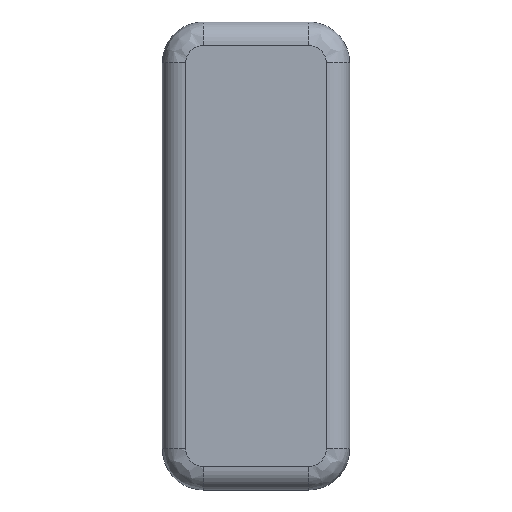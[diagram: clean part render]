
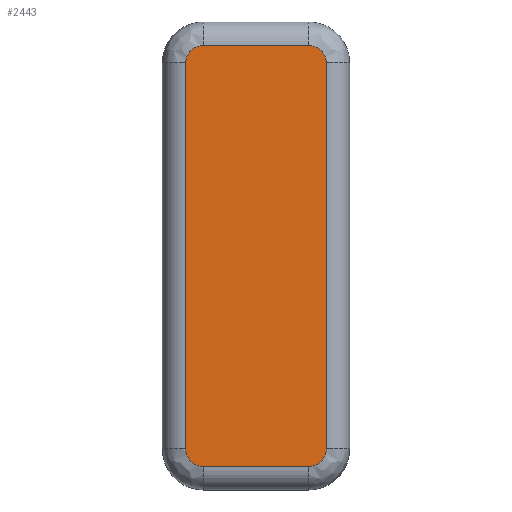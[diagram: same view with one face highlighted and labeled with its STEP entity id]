
A CAD part, top view. The second image highlights one B-rep face of the part: STEP entity #2443.
In plain terms, the highlighted planar face has unit normal (0, 0, 1).
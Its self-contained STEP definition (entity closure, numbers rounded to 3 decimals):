
#68=PLANE('',#2720);
#179=FACE_OUTER_BOUND('',#318,.T.);
#318=EDGE_LOOP('',(#2119,#2120,#2121,#2122,#2123,#2124,#2125,#2126));
#478=CIRCLE('',#2721,1.5);
#479=CIRCLE('',#2722,1.5);
#480=CIRCLE('',#2723,1.5);
#481=CIRCLE('',#2724,1.5);
#620=LINE('',#5380,#756);
#621=LINE('',#5384,#757);
#622=LINE('',#5388,#758);
#623=LINE('',#5392,#759);
#756=VECTOR('',#3341,1000.);
#757=VECTOR('',#3344,1000.);
#758=VECTOR('',#3347,1000.);
#759=VECTOR('',#3350,1000.);
#1104=VERTEX_POINT('',#5378);
#1105=VERTEX_POINT('',#5379);
#1106=VERTEX_POINT('',#5381);
#1107=VERTEX_POINT('',#5383);
#1108=VERTEX_POINT('',#5385);
#1109=VERTEX_POINT('',#5387);
#1110=VERTEX_POINT('',#5389);
#1111=VERTEX_POINT('',#5391);
#1461=EDGE_CURVE('',#1104,#1105,#620,.T.);
#1462=EDGE_CURVE('',#1105,#1106,#478,.T.);
#1463=EDGE_CURVE('',#1106,#1107,#621,.T.);
#1464=EDGE_CURVE('',#1107,#1108,#479,.T.);
#1465=EDGE_CURVE('',#1108,#1109,#622,.T.);
#1466=EDGE_CURVE('',#1109,#1110,#480,.T.);
#1467=EDGE_CURVE('',#1110,#1111,#623,.T.);
#1468=EDGE_CURVE('',#1111,#1104,#481,.T.);
#2119=ORIENTED_EDGE('',*,*,#1461,.T.);
#2120=ORIENTED_EDGE('',*,*,#1462,.T.);
#2121=ORIENTED_EDGE('',*,*,#1463,.T.);
#2122=ORIENTED_EDGE('',*,*,#1464,.T.);
#2123=ORIENTED_EDGE('',*,*,#1465,.T.);
#2124=ORIENTED_EDGE('',*,*,#1466,.T.);
#2125=ORIENTED_EDGE('',*,*,#1467,.T.);
#2126=ORIENTED_EDGE('',*,*,#1468,.T.);
#2443=ADVANCED_FACE('',(#179),#68,.T.);
#2720=AXIS2_PLACEMENT_3D('',#5377,#3339,#3340);
#2721=AXIS2_PLACEMENT_3D('',#5382,#3342,#3343);
#2722=AXIS2_PLACEMENT_3D('',#5386,#3345,#3346);
#2723=AXIS2_PLACEMENT_3D('',#5390,#3348,#3349);
#2724=AXIS2_PLACEMENT_3D('',#5393,#3351,#3352);
#3339=DIRECTION('center_axis',(0.,0.,
1.));
#3340=DIRECTION('ref_axis',(1.,0.,0.));
#3341=DIRECTION('',(1.,0.,0.));
#3342=DIRECTION('center_axis',(0.,0.,
1.));
#3343=DIRECTION('ref_axis',(1.,0.,0.));
#3344=DIRECTION('',(0.,1.,0.));
#3345=DIRECTION('center_axis',(0.,0.,
1.));
#3346=DIRECTION('ref_axis',(1.,0.,0.));
#3347=DIRECTION('',(-1.,0.,0.));
#3348=DIRECTION('center_axis',(0.,0.,
1.));
#3349=DIRECTION('ref_axis',(1.,0.,0.));
#3350=DIRECTION('',(0.,-1.,0.));
#3351=DIRECTION('center_axis',(0.,0.,
1.));
#3352=DIRECTION('ref_axis',(1.,0.,0.));
#5377=CARTESIAN_POINT('Origin',(-4.5,-16.5,4.));
#5378=CARTESIAN_POINT('',(-4.5,-18.,4.));
#5379=CARTESIAN_POINT('',(4.5,-18.,4.));
#5380=CARTESIAN_POINT('',(-4.5,-18.,4.));
#5381=CARTESIAN_POINT('',(6.,-16.5,4.));
#5382=CARTESIAN_POINT('Origin',(4.5,-16.5,4.));
#5383=CARTESIAN_POINT('',(6.,16.5,4.));
#5384=CARTESIAN_POINT('',(6.,-16.5,4.));
#5385=CARTESIAN_POINT('',(4.5,18.,4.));
#5386=CARTESIAN_POINT('Origin',(4.5,16.5,4.));
#5387=CARTESIAN_POINT('',(-4.5,18.,4.));
#5388=CARTESIAN_POINT('',(-4.5,18.,4.));
#5389=CARTESIAN_POINT('',(-6.,16.5,4.));
#5390=CARTESIAN_POINT('Origin',(-4.5,16.5,4.));
#5391=CARTESIAN_POINT('',(-6.,-16.5,4.));
#5392=CARTESIAN_POINT('',(-6.,-16.5,4.));
#5393=CARTESIAN_POINT('Origin',(-4.5,-16.5,4.));
